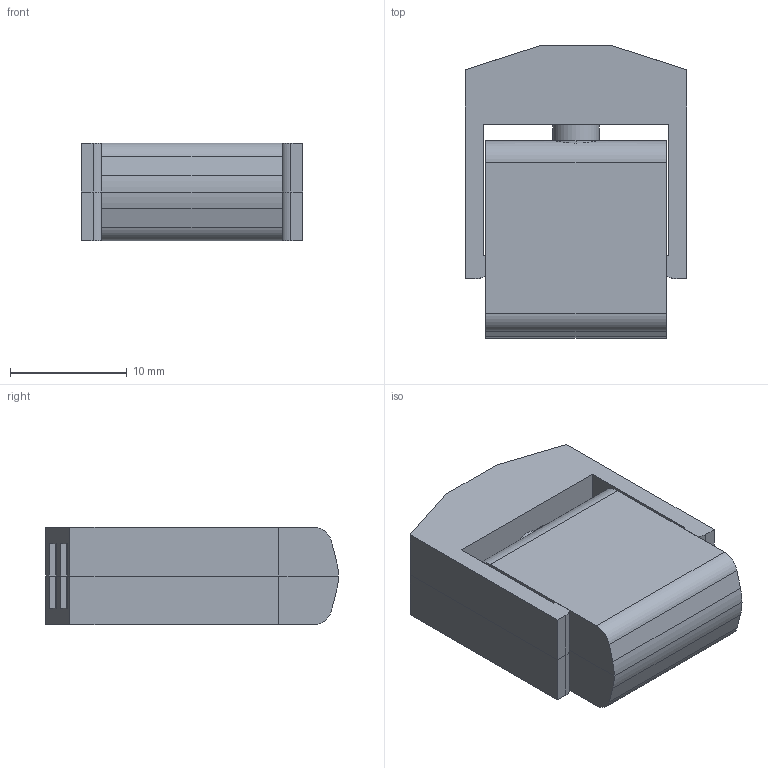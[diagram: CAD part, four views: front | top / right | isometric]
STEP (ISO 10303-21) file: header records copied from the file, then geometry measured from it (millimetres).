
FILE_DESCRIPTION (( 'STEP AP214' ), '1' );
FILE_NAME ('525382_IBK 10.STP', '2013-11-14T11:08:30', ( 'arge' ), ( 'Microsoft' ), 'SwSTEP 2.0', 'SolidWorks 2013', '' );
FILE_SCHEMA (( 'AUTOMOTIVE_DESIGN' ));
Length unit declared in the file: millimetre
Products named in the file (1): 525382_IBK 10
Bounding box: 19 x 25.13 x 8.4 mm (x, y, z)
Volume: 3441 mm3; surface area: 3022 mm2
Topology: 2 solids, 2 shells, 92 faces, 276 edges, 184 vertices
Faces by surface type: plane 74, cylinder 18
Entity records: 4126 total; most frequent: CARTESIAN_POINT 571, ORIENTED_EDGE 552, DIRECTION 494, EDGE_CURVE 276, LINE 240, VECTOR 240, VERTEX_POINT 184, AXIS2_PLACEMENT_3D 127
